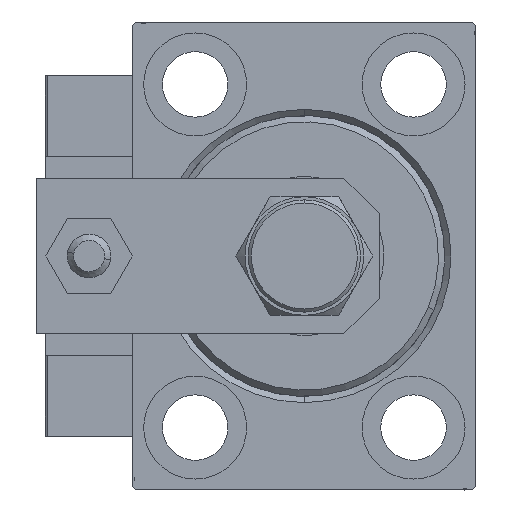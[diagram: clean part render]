
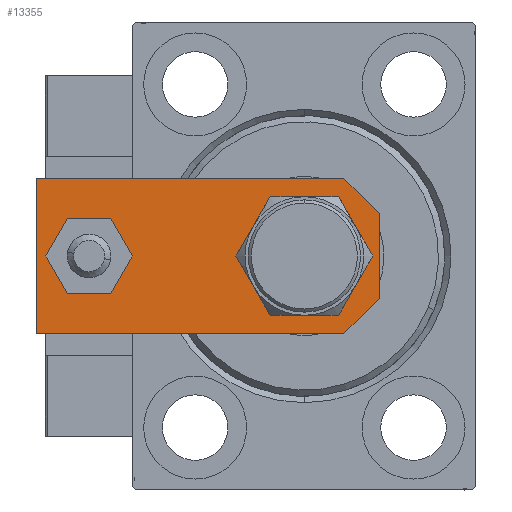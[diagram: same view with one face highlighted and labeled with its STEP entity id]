
A CAD part, left-side view. The second image highlights one B-rep face of the part: STEP entity #13355.
In plain terms, the highlighted face is planar.
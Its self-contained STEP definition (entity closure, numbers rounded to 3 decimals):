
#959 = CARTESIAN_POINT ( 'NONE',  ( 0., 0., 6. ) ) ;
#1134 = AXIS2_PLACEMENT_3D ( 'NONE', #39159, #27423, #7364 ) ;
#2031 = AXIS2_PLACEMENT_3D ( 'NONE', #45678, #49594, #21711 ) ;
#4924 = EDGE_CURVE ( 'NONE', #50062, #48103, #23622, .T. ) ;
#5103 = CARTESIAN_POINT ( 'NONE',  ( 12.5, 0., 6. ) ) ;
#5493 = VECTOR ( 'NONE', #26405, 1000. ) ;
#5586 = ORIENTED_EDGE ( 'NONE', *, *, #33707, .T. ) ;
#5877 = VECTOR ( 'NONE', #50127, 1000. ) ;
#5918 = CARTESIAN_POINT ( 'NONE',  ( 12.5, 55., 6. ) ) ;
#6340 = DIRECTION ( 'NONE',  ( 0., 0., 1. ) ) ;
#6354 = CARTESIAN_POINT ( 'NONE',  ( -12.5, 5.66, 6. ) ) ;
#7364 = DIRECTION ( 'NONE',  ( 1., 0., 0. ) ) ;
#8003 = CARTESIAN_POINT ( 'NONE',  ( -6.84, 0., 6. ) ) ;
#8965 = EDGE_LOOP ( 'NONE', ( #16433, #45909 ) ) ;
#9224 = ORIENTED_EDGE ( 'NONE', *, *, #4924, .F. ) ;
#10239 = PLANE ( 'NONE',  #11431 ) ;
#10342 = ORIENTED_EDGE ( 'NONE', *, *, #30957, .T. ) ;
#10782 = ORIENTED_EDGE ( 'NONE', *, *, #25105, .T. ) ;
#11335 = CARTESIAN_POINT ( 'NONE',  ( 12.5, 55., 6. ) ) ;
#11431 = AXIS2_PLACEMENT_3D ( 'NONE', #959, #6340, #16849 ) ;
#11762 = CARTESIAN_POINT ( 'NONE',  ( 8.25, 12., 6. ) ) ;
#11945 = VERTEX_POINT ( 'NONE', #45382 ) ;
#12110 = ORIENTED_EDGE ( 'NONE', *, *, #35383, .T. ) ;
#12787 = VECTOR ( 'NONE', #43148, 1000. ) ;
#13355 = ADVANCED_FACE ( 'NONE', ( #36667, #37168, #44739 ), #10239, .T. ) ;
#14107 = ORIENTED_EDGE ( 'NONE', *, *, #16396, .F. ) ;
#14480 = VERTEX_POINT ( 'NONE', #50694 ) ;
#16396 = EDGE_CURVE ( 'NONE', #48103, #50062, #26470, .T. ) ;
#16433 = ORIENTED_EDGE ( 'NONE', *, *, #37853, .F. ) ;
#16454 = DIRECTION ( 'NONE',  ( 0.707, 0.707, 0. ) ) ;
#16849 = DIRECTION ( 'NONE',  ( 1., 0., 0. ) ) ;
#17283 = CIRCLE ( 'NONE', #23957, 8.25 ) ;
#17377 = DIRECTION ( 'NONE',  ( 0.707, -0.707, 0. ) ) ;
#17871 = CARTESIAN_POINT ( 'NONE',  ( 6.84, 0., 6. ) ) ;
#19393 = ORIENTED_EDGE ( 'NONE', *, *, #41782, .T. ) ;
#19636 = DIRECTION ( 'NONE',  ( 0., 0., 1. ) ) ;
#19897 = DIRECTION ( 'NONE',  ( 1., 0., 0. ) ) ;
#20750 = CARTESIAN_POINT ( 'NONE',  ( -4., 46.5, 6. ) ) ;
#20792 = LINE ( 'NONE', #24701, #41353 ) ;
#21494 = AXIS2_PLACEMENT_3D ( 'NONE', #44620, #19636, #19897 ) ;
#21711 = DIRECTION ( 'NONE',  ( 1., 0., 0. ) ) ;
#22196 = DIRECTION ( 'NONE',  ( 0., 0., 1. ) ) ;
#23087 = ORIENTED_EDGE ( 'NONE', *, *, #42906, .T. ) ;
#23173 = EDGE_LOOP ( 'NONE', ( #10342, #23087, #19393, #5586, #10782, #12110 ) ) ;
#23622 = CIRCLE ( 'NONE', #1134, 4. ) ;
#23957 = AXIS2_PLACEMENT_3D ( 'NONE', #30001, #22196, #38082 ) ;
#24701 = CARTESIAN_POINT ( 'NONE',  ( -3.42, -3.42, 6. ) ) ;
#25105 = EDGE_CURVE ( 'NONE', #11945, #49913, #38379, .T. ) ;
#25324 = CARTESIAN_POINT ( 'NONE',  ( -12.5, 55., 6. ) ) ;
#26225 = CARTESIAN_POINT ( 'NONE',  ( 4., 46.5, 6. ) ) ;
#26405 = DIRECTION ( 'NONE',  ( 1., 0., 0. ) ) ;
#26470 = CIRCLE ( 'NONE', #21494, 4. ) ;
#26943 = VERTEX_POINT ( 'NONE', #17871 ) ;
#27423 = DIRECTION ( 'NONE',  ( 0., 0., 1. ) ) ;
#28712 = DIRECTION ( 'NONE',  ( 0., -1., 0. ) ) ;
#30001 = CARTESIAN_POINT ( 'NONE',  ( 0., 12., 6. ) ) ;
#30957 = EDGE_CURVE ( 'NONE', #14480, #43233, #37047, .T. ) ;
#31322 = CARTESIAN_POINT ( 'NONE',  ( -12.5, 0., 6. ) ) ;
#33707 = EDGE_CURVE ( 'NONE', #26943, #11945, #36534, .T. ) ;
#33789 = VERTEX_POINT ( 'NONE', #49542 ) ;
#34989 = LINE ( 'NONE', #31322, #5493 ) ;
#35383 = EDGE_CURVE ( 'NONE', #49913, #14480, #46278, .T. ) ;
#36534 = LINE ( 'NONE', #40948, #44345 ) ;
#36667 = FACE_BOUND ( 'NONE', #42664, .T. ) ;
#36804 = VERTEX_POINT ( 'NONE', #11762 ) ;
#37047 = LINE ( 'NONE', #25324, #46049 ) ;
#37168 = FACE_OUTER_BOUND ( 'NONE', #23173, .T. ) ;
#37853 = EDGE_CURVE ( 'NONE', #33789, #36804, #38649, .T. ) ;
#38082 = DIRECTION ( 'NONE',  ( 1., 0., 0. ) ) ;
#38379 = LINE ( 'NONE', #5103, #5877 ) ;
#38649 = CIRCLE ( 'NONE', #2031, 8.25 ) ;
#39159 = CARTESIAN_POINT ( 'NONE',  ( 0., 46.5, 6. ) ) ;
#40948 = CARTESIAN_POINT ( 'NONE',  ( 3.42, -3.42, 6. ) ) ;
#41102 = VERTEX_POINT ( 'NONE', #8003 ) ;
#41353 = VECTOR ( 'NONE', #17377, 1000. ) ;
#41782 = EDGE_CURVE ( 'NONE', #41102, #26943, #34989, .T. ) ;
#42664 = EDGE_LOOP ( 'NONE', ( #9224, #14107 ) ) ;
#42906 = EDGE_CURVE ( 'NONE', #43233, #41102, #20792, .T. ) ;
#43148 = DIRECTION ( 'NONE',  ( -1., 0., 0. ) ) ;
#43233 = VERTEX_POINT ( 'NONE', #6354 ) ;
#44345 = VECTOR ( 'NONE', #16454, 1000. ) ;
#44620 = CARTESIAN_POINT ( 'NONE',  ( 0., 46.5, 6. ) ) ;
#44739 = FACE_BOUND ( 'NONE', #8965, .T. ) ;
#45382 = CARTESIAN_POINT ( 'NONE',  ( 12.5, 5.66, 6. ) ) ;
#45678 = CARTESIAN_POINT ( 'NONE',  ( 0., 12., 6. ) ) ;
#45909 = ORIENTED_EDGE ( 'NONE', *, *, #48518, .F. ) ;
#46049 = VECTOR ( 'NONE', #28712, 1000. ) ;
#46278 = LINE ( 'NONE', #11335, #12787 ) ;
#48103 = VERTEX_POINT ( 'NONE', #26225 ) ;
#48518 = EDGE_CURVE ( 'NONE', #36804, #33789, #17283, .T. ) ;
#49542 = CARTESIAN_POINT ( 'NONE',  ( -8.25, 12., 6. ) ) ;
#49594 = DIRECTION ( 'NONE',  ( 0., 0., 1. ) ) ;
#49913 = VERTEX_POINT ( 'NONE', #5918 ) ;
#50062 = VERTEX_POINT ( 'NONE', #20750 ) ;
#50127 = DIRECTION ( 'NONE',  ( 0., 1., 0. ) ) ;
#50694 = CARTESIAN_POINT ( 'NONE',  ( -12.5, 55., 6. ) ) ;
